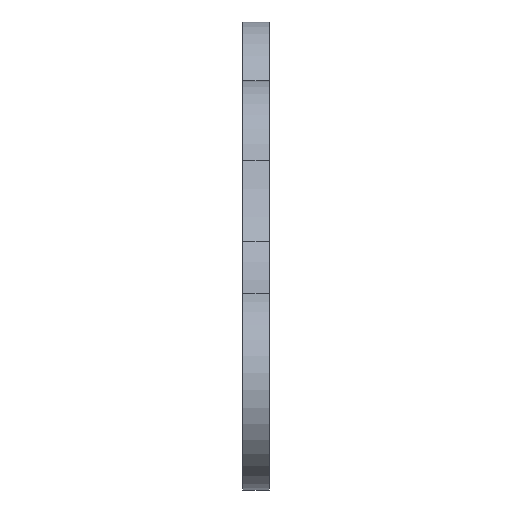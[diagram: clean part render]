
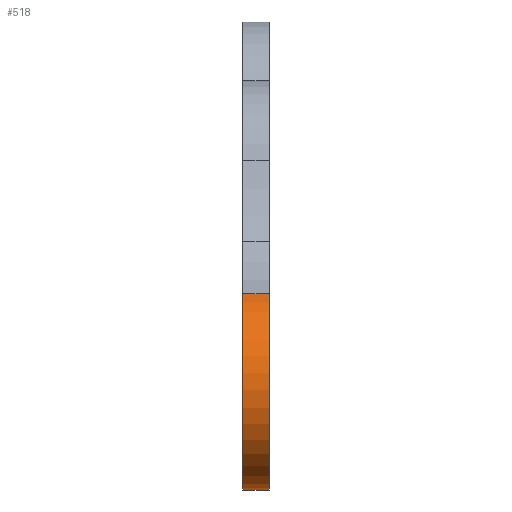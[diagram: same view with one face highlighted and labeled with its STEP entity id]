
A CAD part, front view. The second image highlights one B-rep face of the part: STEP entity #518.
In plain terms, the highlighted cylindrical face has radius 12.123 mm (diameter 24.245 mm), a partial arc.
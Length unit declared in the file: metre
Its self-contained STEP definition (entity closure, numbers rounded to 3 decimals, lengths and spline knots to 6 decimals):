
#28=CYLINDRICAL_SURFACE('',#591,0.012123);
#57=LINE('',#892,#77);
#58=LINE('',#896,#78);
#77=VECTOR('',#724,1.);
#78=VECTOR('',#729,1.);
#146=ORIENTED_EDGE('',*,*,#266,.F.);
#147=ORIENTED_EDGE('',*,*,#267,.T.);
#148=ORIENTED_EDGE('',*,*,#238,.T.);
#149=ORIENTED_EDGE('',*,*,#265,.T.);
#238=EDGE_CURVE('',#307,#306,#357,.T.);
#265=EDGE_CURVE('',#306,#324,#57,.F.);
#266=EDGE_CURVE('',#325,#324,#372,.T.);
#267=EDGE_CURVE('',#325,#307,#58,.T.);
#306=VERTEX_POINT('',#837);
#307=VERTEX_POINT('',#839);
#324=VERTEX_POINT('',#891);
#325=VERTEX_POINT('',#895);
#357=CIRCLE('',#567,0.012123);
#372=CIRCLE('',#592,0.012123);
#408=EDGE_LOOP('',(#146,#147,#148,#149));
#466=FACE_BOUND('',#408,.T.);
#518=ADVANCED_FACE('',(#466),#28,.T.);
#567=AXIS2_PLACEMENT_3D('',#838,#664,#665);
#591=AXIS2_PLACEMENT_3D('',#893,#725,#726);
#592=AXIS2_PLACEMENT_3D('',#894,#727,#728);
#664=DIRECTION('',(-1.,0.,0.));
#665=DIRECTION('',(0.,0.375,0.927));
#724=DIRECTION('',(1.,0.,0.));
#725=DIRECTION('',(1.,0.,0.));
#726=DIRECTION('',(0.,-0.375,-0.927));
#727=DIRECTION('',(-1.,0.,0.));
#728=DIRECTION('',(0.,0.375,0.927));
#729=DIRECTION('',(1.,0.,0.));
#837=CARTESIAN_POINT('',(0.021792,0.714237,-0.01693));
#838=CARTESIAN_POINT('',(0.021792,0.718962,-0.028094));
#839=CARTESIAN_POINT('',(0.021792,0.730796,-0.030723));
#891=CARTESIAN_POINT('',(0.018617,0.714237,-0.01693));
#892=CARTESIAN_POINT('',(0.015731,0.714237,-0.01693));
#893=CARTESIAN_POINT('',(0.015731,0.718962,-0.028094));
#894=CARTESIAN_POINT('',(0.018617,0.718962,-0.028094));
#895=CARTESIAN_POINT('',(0.018617,0.730796,-0.030723));
#896=CARTESIAN_POINT('',(0.015731,0.730796,-0.030723));
